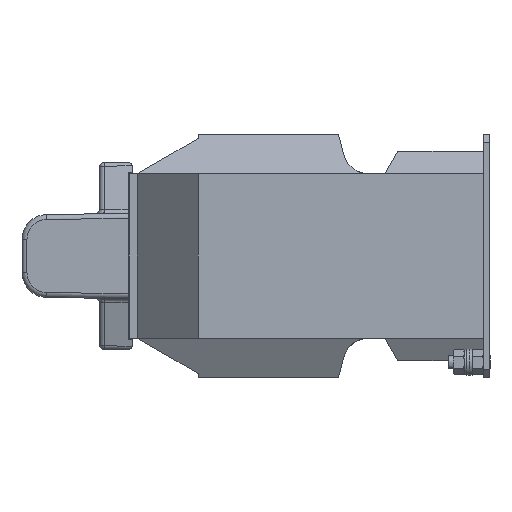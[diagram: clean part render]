
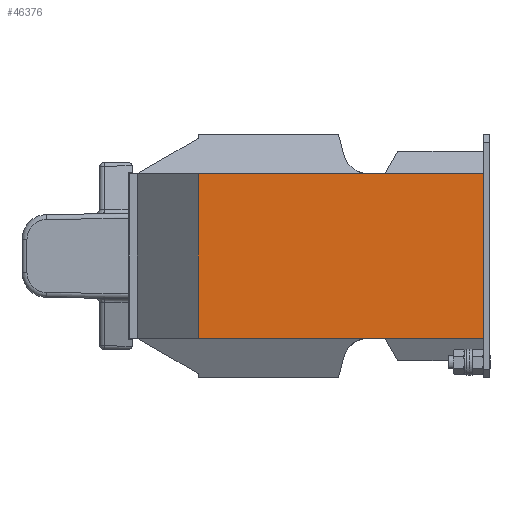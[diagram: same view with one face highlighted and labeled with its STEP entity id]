
A CAD part, left-side view. The second image highlights one B-rep face of the part: STEP entity #46376.
In plain terms, the highlighted planar face has unit normal (-1, 0, 0).
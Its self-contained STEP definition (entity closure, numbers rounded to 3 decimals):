
#8833 = CARTESIAN_POINT ( 'NONE',  ( -137.5, 173., -50. ) ) ;
#9152 = DIRECTION ( 'NONE',  ( 0., -1., 0. ) ) ;
#14024 = LINE ( 'NONE', #177881, #241540 ) ;
#14329 = DIRECTION ( 'NONE',  ( 0., -1., 0. ) ) ;
#15486 = ORIENTED_EDGE ( 'NONE', *, *, #236014, .T. ) ;
#25637 = AXIS2_PLACEMENT_3D ( 'NONE', #55075, #95632, #236868 ) ;
#39415 = FACE_OUTER_BOUND ( 'NONE', #59966, .T. ) ;
#46376 = ADVANCED_FACE ( 'NONE', ( #39415 ), #75369, .T. ) ;
#46442 = EDGE_CURVE ( 'NONE', #130970, #131543, #14024, .T. ) ;
#55075 = CARTESIAN_POINT ( 'NONE',  ( -137.5, 173., -50. ) ) ;
#56079 = CARTESIAN_POINT ( 'NONE',  ( -137.5, 0., -50. ) ) ;
#59966 = EDGE_LOOP ( 'NONE', ( #81039, #196636, #215323, #15486 ) ) ;
#75369 = PLANE ( 'NONE',  #25637 ) ;
#81039 = ORIENTED_EDGE ( 'NONE', *, *, #46442, .T. ) ;
#90530 = CARTESIAN_POINT ( 'NONE',  ( -137.5, 173., 50. ) ) ;
#95632 = DIRECTION ( 'NONE',  ( -1., 0., 0. ) ) ;
#115995 = VECTOR ( 'NONE', #14329, 1000. ) ;
#130293 = CARTESIAN_POINT ( 'NONE',  ( -137.5, 173., 50. ) ) ;
#130970 = VERTEX_POINT ( 'NONE', #56079 ) ;
#131543 = VERTEX_POINT ( 'NONE', #244815 ) ;
#131884 = CARTESIAN_POINT ( 'NONE',  ( -137.5, 173., -50. ) ) ;
#135624 = VERTEX_POINT ( 'NONE', #8833 ) ;
#148465 = VECTOR ( 'NONE', #172601, 1000. ) ;
#151420 = EDGE_CURVE ( 'NONE', #135624, #238658, #202146, .T. ) ;
#169802 = LINE ( 'NONE', #256198, #115995 ) ;
#172601 = DIRECTION ( 'NONE',  ( 0., 0., 1. ) ) ;
#177881 = CARTESIAN_POINT ( 'NONE',  ( -137.5, 0., -50. ) ) ;
#196636 = ORIENTED_EDGE ( 'NONE', *, *, #253413, .F. ) ;
#198132 = DIRECTION ( 'NONE',  ( 0., 0., 1. ) ) ;
#199916 = VECTOR ( 'NONE', #9152, 1000. ) ;
#202146 = LINE ( 'NONE', #131884, #148465 ) ;
#215323 = ORIENTED_EDGE ( 'NONE', *, *, #151420, .F. ) ;
#236014 = EDGE_CURVE ( 'NONE', #135624, #130970, #169802, .T. ) ;
#236868 = DIRECTION ( 'NONE',  ( 0., -1., 0. ) ) ;
#238658 = VERTEX_POINT ( 'NONE', #90530 ) ;
#241540 = VECTOR ( 'NONE', #198132, 1000. ) ;
#244815 = CARTESIAN_POINT ( 'NONE',  ( -137.5, 0., 50. ) ) ;
#253413 = EDGE_CURVE ( 'NONE', #238658, #131543, #253490, .T. ) ;
#253490 = LINE ( 'NONE', #130293, #199916 ) ;
#256198 = CARTESIAN_POINT ( 'NONE',  ( -137.5, 173., -50. ) ) ;
